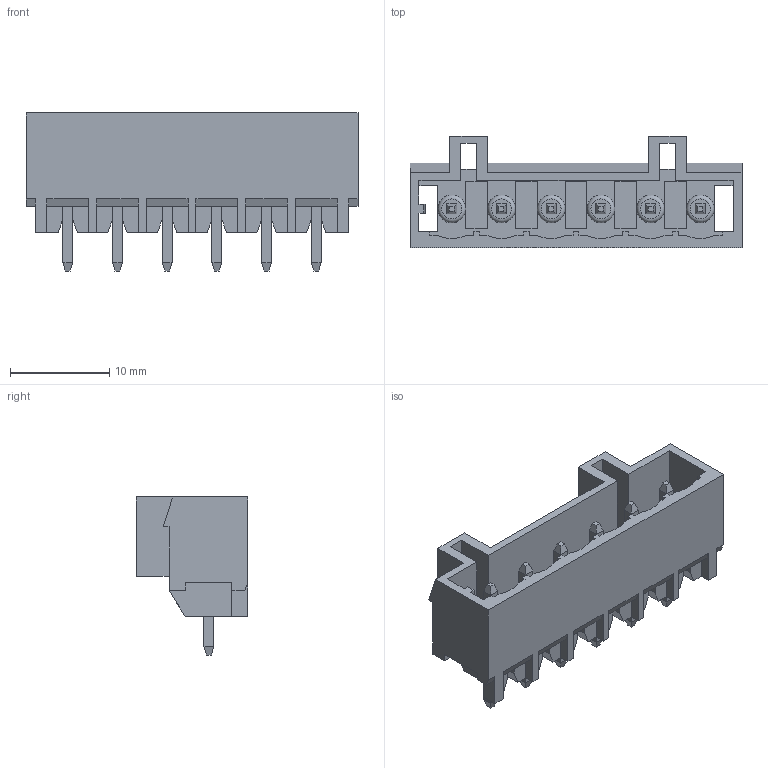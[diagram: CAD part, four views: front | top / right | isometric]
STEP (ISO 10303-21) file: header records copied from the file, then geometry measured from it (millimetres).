
FILE_DESCRIPTION(/* description */ ('Unknown'),/* implementation_level */ '2;1');
FILE_NAME(/* name */ '691371700006B',/* time_stamp */ '2018-07-12T08:38:45+02:00',/* author */ ('Unknown'),/* organization */ ('Unknown'),/* preprocessor_version */ 'ST-DEVELOPER v16.7',/* originating_system */ 'DEX',/* authorisation */ $);
FILE_SCHEMA (('AUTOMOTIVE_DESIGN {1 0 10303 214 3 1 1}'));
Length unit declared in the file: millimetre
Products named in the file (3): 6913717000xxB; 691371700006B; 6913717000xxB_PIN
Assembly tree (7 placements, depth 2):
  6913717000xxB
    691371700006B
    6913717000xxB_PIN  x6
Bounding box: 33.4 x 11.2 x 15.9 mm (x, y, z)
Volume: 1360.3 mm3; surface area: 3155.5 mm2
Topology: 7 solids, 7 shells, 316 faces, 883 edges, 558 vertices
Faces by surface type: plane 298, cylinder 12, torus 6
Full cylindrical faces by diameter (mm): 2.8 x6
Entity records: 8189 total; most frequent: CARTESIAN_POINT 1451, ORIENTED_EDGE 1450, DIRECTION 1269, EDGE_CURVE 725, LINE 689, VECTOR 689, VERTEX_POINT 472, AXIS2_PLACEMENT_3D 290
